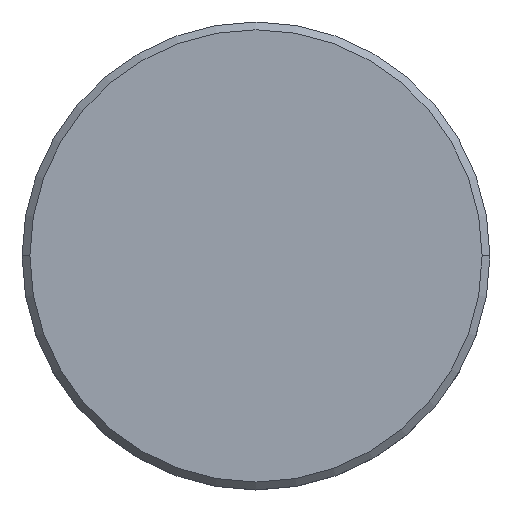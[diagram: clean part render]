
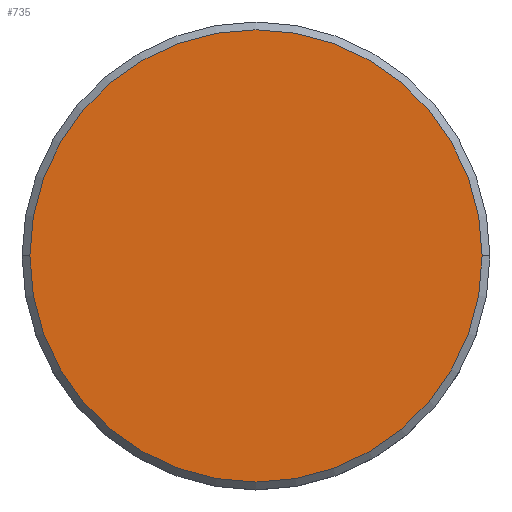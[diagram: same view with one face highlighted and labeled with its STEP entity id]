
A CAD part, top view. The second image highlights one B-rep face of the part: STEP entity #735.
In plain terms, the highlighted planar face has unit normal (0, 0, 1).
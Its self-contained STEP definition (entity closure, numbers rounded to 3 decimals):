
#4 = DIRECTION ( 'NONE',  ( 0., 0., 1. ) ) ;
#183 = ORIENTED_EDGE ( 'NONE', *, *, #799, .T. ) ;
#204 = AXIS2_PLACEMENT_3D ( 'NONE', #269, #4, #366 ) ;
#242 = AXIS2_PLACEMENT_3D ( 'NONE', #703, #805, #1064 ) ;
#269 = CARTESIAN_POINT ( 'NONE',  ( 0., 0., 0. ) ) ;
#366 = DIRECTION ( 'NONE',  ( 1., 0., 0. ) ) ;
#437 = FACE_OUTER_BOUND ( 'NONE', #485, .T. ) ;
#485 = EDGE_LOOP ( 'NONE', ( #183, #999 ) ) ;
#498 = CIRCLE ( 'NONE', #1056, 14.5 ) ;
#499 = CARTESIAN_POINT ( 'NONE',  ( 14.5, 0., 0. ) ) ;
#524 = VERTEX_POINT ( 'NONE', #1065 ) ;
#568 = DIRECTION ( 'NONE',  ( 0., 0., 1. ) ) ;
#703 = CARTESIAN_POINT ( 'NONE',  ( 0., 0., 0. ) ) ;
#710 = EDGE_CURVE ( 'NONE', #1113, #524, #498, .T. ) ;
#735 = ADVANCED_FACE ( 'NONE', ( #437 ), #1061, .T. ) ;
#765 = CIRCLE ( 'NONE', #204, 14.5 ) ;
#799 = EDGE_CURVE ( 'NONE', #524, #1113, #765, .T. ) ;
#805 = DIRECTION ( 'NONE',  ( 0., 0., 1. ) ) ;
#936 = DIRECTION ( 'NONE',  ( 1., 0., 0. ) ) ;
#999 = ORIENTED_EDGE ( 'NONE', *, *, #710, .T. ) ;
#1040 = CARTESIAN_POINT ( 'NONE',  ( 0., 0., 0. ) ) ;
#1056 = AXIS2_PLACEMENT_3D ( 'NONE', #1040, #568, #936 ) ;
#1061 = PLANE ( 'NONE',  #242 ) ;
#1064 = DIRECTION ( 'NONE',  ( 1., 0., 0. ) ) ;
#1065 = CARTESIAN_POINT ( 'NONE',  ( -14.5, 0., 0. ) ) ;
#1113 = VERTEX_POINT ( 'NONE', #499 ) ;
